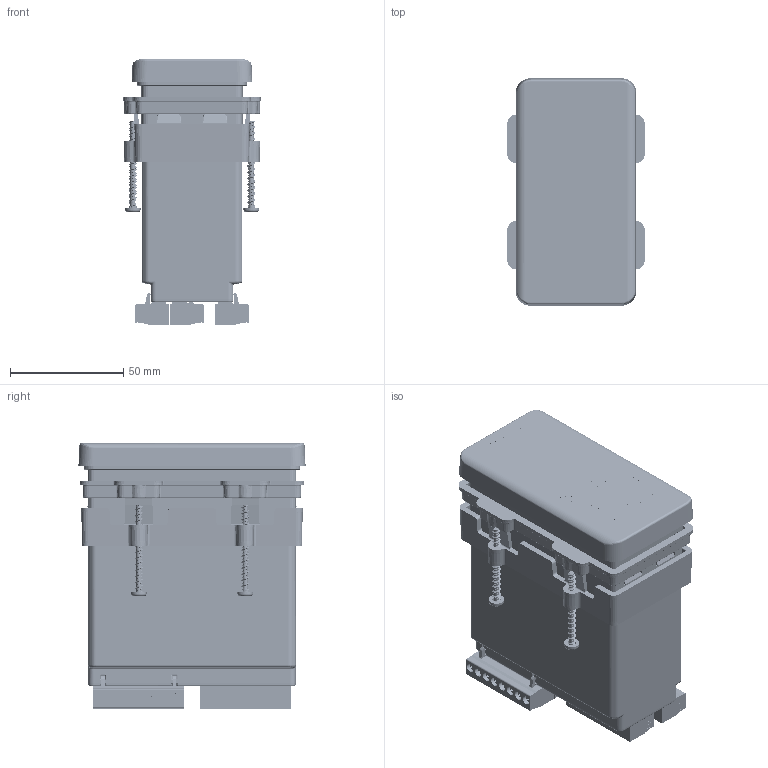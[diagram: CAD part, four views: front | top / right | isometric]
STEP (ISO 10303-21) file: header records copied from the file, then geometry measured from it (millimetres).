
FILE_DESCRIPTION (( 'STEP AP214' ), '1' );
FILE_NAME ('PM8XXXX-XAAA(P,V)WP.STEP', '2021-12-03T15:26:02', ( 'Authorized User' ), ( 'Watlow' ), 'SwSTEP 2.0', 'SolidWorks 2020', '' );
FILE_SCHEMA (( 'AUTOMOTIVE_DESIGN' ));
Length unit declared in the file: inch
Products named in the file (1): PM8XXXX-XAAA(P,V)WP
Bounding box: 60.71 x 100.33 x 117.37 mm (x, y, z)
Surface area: 122193.3 mm2 (no closed solid volume)
Topology: 0 solids, 44 shells, 5861 faces, 14893 edges, 9416 vertices
Faces by surface type: plane 3458, cylinder 1349, bspline 430, cone 357, torus 209, sphere 58
Entity records: 295910 total; most frequent: CARTESIAN_POINT 94299, ORIENTED_EDGE 29642, DIRECTION 26699, EDGE_CURVE 14847, VERTEX_POINT 9409, VECTOR 9323, LINE 9323, AXIS2_PLACEMENT_3D 8688
